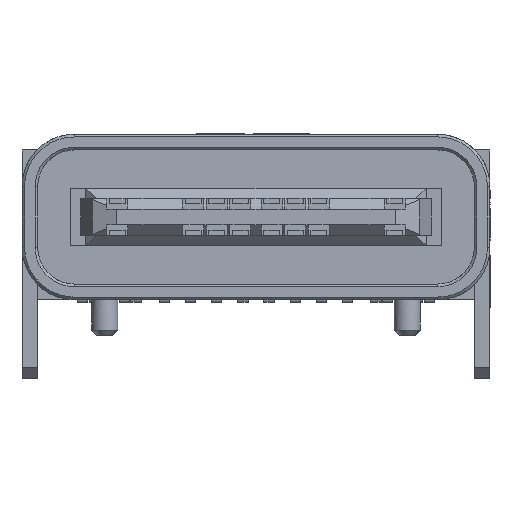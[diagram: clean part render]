
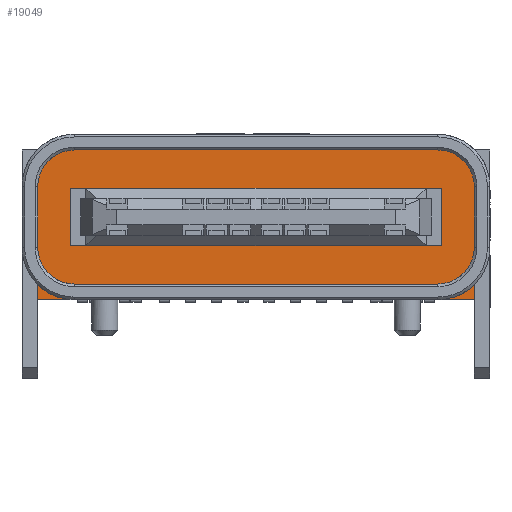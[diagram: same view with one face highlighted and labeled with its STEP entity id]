
A CAD part, front view. The second image highlights one B-rep face of the part: STEP entity #19049.
In plain terms, the highlighted free-form (B-spline) face has degree [1, 1] with [2, 2] control points.
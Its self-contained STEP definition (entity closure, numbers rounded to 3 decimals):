
#19049 = ADVANCED_FACE('',(#19050,#19080),#19126,.T.);
#19050 = FACE_BOUND('',#19051,.T.);
#19051 = EDGE_LOOP('',(#19052,#19061,#19068,#19075));
#19052 = ORIENTED_EDGE('',*,*,#19053,.F.);
#19053 = EDGE_CURVE('',#19054,#19056,#19058,.T.);
#19054 = VERTEX_POINT('',#19055);
#19055 = CARTESIAN_POINT('',(3.55,1.59,3.642));
#19056 = VERTEX_POINT('',#19057);
#19057 = CARTESIAN_POINT('',(-3.55,1.59,3.642));
#19058 = B_SPLINE_CURVE_WITH_KNOTS('',1,(#19059,#19060),.UNSPECIFIED.,
  .F.,.F.,(2,2),(-7.1,-0.),.PIECEWISE_BEZIER_KNOTS.);
#19059 = CARTESIAN_POINT('',(3.55,1.59,3.642));
#19060 = CARTESIAN_POINT('',(-3.55,1.59,3.642));
#19061 = ORIENTED_EDGE('',*,*,#19062,.T.);
#19062 = EDGE_CURVE('',#19054,#19063,#19065,.T.);
#19063 = VERTEX_POINT('',#19064);
#19064 = CARTESIAN_POINT('',(3.55,1.59,2.542));
#19065 = B_SPLINE_CURVE_WITH_KNOTS('',1,(#19066,#19067),.UNSPECIFIED.,
  .F.,.F.,(2,2),(0.,1.1),.PIECEWISE_BEZIER_KNOTS.);
#19066 = CARTESIAN_POINT('',(3.55,1.59,3.642));
#19067 = CARTESIAN_POINT('',(3.55,1.59,2.542));
#19068 = ORIENTED_EDGE('',*,*,#19069,.F.);
#19069 = EDGE_CURVE('',#19070,#19063,#19072,.T.);
#19070 = VERTEX_POINT('',#19071);
#19071 = CARTESIAN_POINT('',(-3.55,1.59,2.542));
#19072 = B_SPLINE_CURVE_WITH_KNOTS('',1,(#19073,#19074),.UNSPECIFIED.,
  .F.,.F.,(2,2),(0.,7.1),.PIECEWISE_BEZIER_KNOTS.);
#19073 = CARTESIAN_POINT('',(-3.55,1.59,2.542));
#19074 = CARTESIAN_POINT('',(3.55,1.59,2.542));
#19075 = ORIENTED_EDGE('',*,*,#19076,.F.);
#19076 = EDGE_CURVE('',#19056,#19070,#19077,.T.);
#19077 = B_SPLINE_CURVE_WITH_KNOTS('',1,(#19078,#19079),.UNSPECIFIED.,
  .F.,.F.,(2,2),(0.,1.1),.PIECEWISE_BEZIER_KNOTS.);
#19078 = CARTESIAN_POINT('',(-3.55,1.59,3.642));
#19079 = CARTESIAN_POINT('',(-3.55,1.59,2.542));
#19080 = FACE_BOUND('',#19081,.T.);
#19081 = EDGE_LOOP('',(#19082,#19092,#19099,#19107,#19114,#19121));
#19082 = ORIENTED_EDGE('',*,*,#19083,.T.);
#19083 = EDGE_CURVE('',#19084,#19086,#19088,.T.);
#19084 = VERTEX_POINT('',#19085);
#19085 = CARTESIAN_POINT('',(4.17,1.59,3.672));
#19086 = VERTEX_POINT('',#19087);
#19087 = CARTESIAN_POINT('',(3.47,1.59,4.372));
#19088 = ( BOUNDED_CURVE() B_SPLINE_CURVE(2,(#19089,#19090,#19091),
.UNSPECIFIED.,.F.,.F.) B_SPLINE_CURVE_WITH_KNOTS((3,3),(4.712,
6.283),.PIECEWISE_BEZIER_KNOTS.) CURVE() 
GEOMETRIC_REPRESENTATION_ITEM() RATIONAL_B_SPLINE_CURVE((1.,
0.707,1.)) REPRESENTATION_ITEM('') );
#19089 = CARTESIAN_POINT('',(4.17,1.59,3.672));
#19090 = CARTESIAN_POINT('',(4.17,1.59,4.372));
#19091 = CARTESIAN_POINT('',(3.47,1.59,4.372));
#19092 = ORIENTED_EDGE('',*,*,#19093,.F.);
#19093 = EDGE_CURVE('',#19094,#19086,#19096,.T.);
#19094 = VERTEX_POINT('',#19095);
#19095 = CARTESIAN_POINT('',(-3.47,1.59,4.372));
#19096 = B_SPLINE_CURVE_WITH_KNOTS('',1,(#19097,#19098),.UNSPECIFIED.,
  .F.,.F.,(2,2),(0.,6.94),.PIECEWISE_BEZIER_KNOTS.);
#19097 = CARTESIAN_POINT('',(-3.47,1.59,4.372));
#19098 = CARTESIAN_POINT('',(3.47,1.59,4.372));
#19099 = ORIENTED_EDGE('',*,*,#19100,.F.);
#19100 = EDGE_CURVE('',#19101,#19094,#19103,.T.);
#19101 = VERTEX_POINT('',#19102);
#19102 = CARTESIAN_POINT('',(-4.17,1.59,3.672));
#19103 = ( BOUNDED_CURVE() B_SPLINE_CURVE(2,(#19104,#19105,#19106),
.UNSPECIFIED.,.F.,.F.) B_SPLINE_CURVE_WITH_KNOTS((3,3),(4.712,
6.283),.PIECEWISE_BEZIER_KNOTS.) CURVE() 
GEOMETRIC_REPRESENTATION_ITEM() RATIONAL_B_SPLINE_CURVE((1.,
0.707,1.)) REPRESENTATION_ITEM('') );
#19104 = CARTESIAN_POINT('',(-4.17,1.59,3.672));
#19105 = CARTESIAN_POINT('',(-4.17,1.59,4.372));
#19106 = CARTESIAN_POINT('',(-3.47,1.59,4.372));
#19107 = ORIENTED_EDGE('',*,*,#19108,.F.);
#19108 = EDGE_CURVE('',#19109,#19101,#19111,.T.);
#19109 = VERTEX_POINT('',#19110);
#19110 = CARTESIAN_POINT('',(-4.17,1.59,1.512));
#19111 = B_SPLINE_CURVE_WITH_KNOTS('',1,(#19112,#19113),.UNSPECIFIED.,
  .F.,.F.,(2,2),(-1.,1.16),.PIECEWISE_BEZIER_KNOTS.);
#19112 = CARTESIAN_POINT('',(-4.17,1.59,1.512));
#19113 = CARTESIAN_POINT('',(-4.17,1.59,3.672));
#19114 = ORIENTED_EDGE('',*,*,#19115,.F.);
#19115 = EDGE_CURVE('',#19116,#19109,#19118,.T.);
#19116 = VERTEX_POINT('',#19117);
#19117 = CARTESIAN_POINT('',(4.17,1.59,1.512));
#19118 = B_SPLINE_CURVE_WITH_KNOTS('',1,(#19119,#19120),.UNSPECIFIED.,
  .F.,.F.,(2,2),(0.,8.34),.PIECEWISE_BEZIER_KNOTS.);
#19119 = CARTESIAN_POINT('',(4.17,1.59,1.512));
#19120 = CARTESIAN_POINT('',(-4.17,1.59,1.512));
#19121 = ORIENTED_EDGE('',*,*,#19122,.T.);
#19122 = EDGE_CURVE('',#19116,#19084,#19123,.T.);
#19123 = B_SPLINE_CURVE_WITH_KNOTS('',1,(#19124,#19125),.UNSPECIFIED.,
  .F.,.F.,(2,2),(-1.,1.16),.PIECEWISE_BEZIER_KNOTS.);
#19124 = CARTESIAN_POINT('',(4.17,1.59,1.512));
#19125 = CARTESIAN_POINT('',(4.17,1.59,3.672));
#19126 = B_SPLINE_SURFACE_WITH_KNOTS('',1,1,(
    (#19127,#19128)
    ,(#19129,#19130
    )),.UNSPECIFIED.,.F.,.F.,.F.,(2,2),(2,2),(-11.403,
    -8.543),(-8.34,0.),.PIECEWISE_BEZIER_KNOTS.);
#19127 = CARTESIAN_POINT('',(4.17,1.59,1.512));
#19128 = CARTESIAN_POINT('',(-4.17,1.59,1.512));
#19129 = CARTESIAN_POINT('',(4.17,1.59,4.372));
#19130 = CARTESIAN_POINT('',(-4.17,1.59,4.372));
